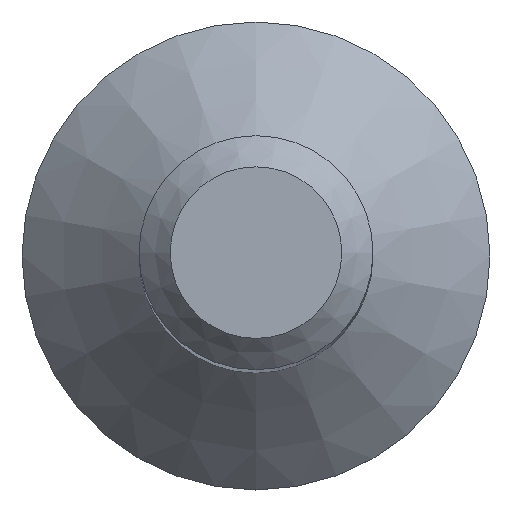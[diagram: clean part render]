
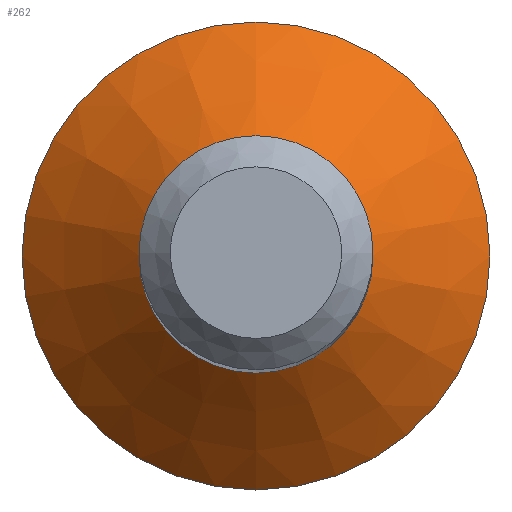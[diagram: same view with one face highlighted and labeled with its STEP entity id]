
A CAD part, top view. The second image highlights one B-rep face of the part: STEP entity #262.
In plain terms, the highlighted conical face has half-angle 45 degrees and reference radius 1.5 mm.
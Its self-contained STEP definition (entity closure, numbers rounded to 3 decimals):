
#41=FACE_OUTER_BOUND('',#60,.T.);
#60=EDGE_LOOP('',(#192,#193,#194,#195,#196,#197));
#78=LINE('',#442,#94);
#94=VECTOR('',#356,1.5);
#111=CIRCLE('',#298,1.5);
#112=CIRCLE('',#299,1.5);
#114=CIRCLE('',#303,3.);
#115=CIRCLE('',#304,3.);
#125=VERTEX_POINT('',#426);
#126=VERTEX_POINT('',#428);
#129=VERTEX_POINT('',#439);
#130=VERTEX_POINT('',#440);
#147=EDGE_CURVE('',#126,#125,#111,.T.);
#148=EDGE_CURVE('',#125,#126,#112,.T.);
#151=EDGE_CURVE('',#129,#130,#114,.T.);
#152=EDGE_CURVE('',#130,#126,#78,.T.);
#153=EDGE_CURVE('',#130,#129,#115,.T.);
#192=ORIENTED_EDGE('',*,*,#151,.T.);
#193=ORIENTED_EDGE('',*,*,#152,.T.);
#194=ORIENTED_EDGE('',*,*,#147,.T.);
#195=ORIENTED_EDGE('',*,*,#148,.T.);
#196=ORIENTED_EDGE('',*,*,#152,.F.);
#197=ORIENTED_EDGE('',*,*,#153,.T.);
#252=CONICAL_SURFACE('',#302,1.5,0.785);
#262=ADVANCED_FACE('',(#41),#252,.T.);
#298=AXIS2_PLACEMENT_3D('',#429,#344,#345);
#299=AXIS2_PLACEMENT_3D('',#430,#346,#347);
#302=AXIS2_PLACEMENT_3D('',#438,#352,#353);
#303=AXIS2_PLACEMENT_3D('',#441,#354,#355);
#304=AXIS2_PLACEMENT_3D('',#443,#357,#358);
#344=DIRECTION('center_axis',(0.,0.,-1.));
#345=DIRECTION('ref_axis',(1.,0.,0.));
#346=DIRECTION('center_axis',(0.,0.,-1.));
#347=DIRECTION('ref_axis',(1.,0.,0.));
#352=DIRECTION('center_axis',(0.,0.,
-1.));
#353=DIRECTION('ref_axis',(0.,-1.,0.));
#354=DIRECTION('center_axis',(0.,0.,
1.));
#355=DIRECTION('ref_axis',(0.,1.,0.));
#356=DIRECTION('',(0.,-0.707,0.707));
#357=DIRECTION('center_axis',(0.,0.,
1.));
#358=DIRECTION('ref_axis',(0.,1.,0.));
#426=CARTESIAN_POINT('',(-1.5,0.,1.7));
#428=CARTESIAN_POINT('',(0.,1.5,1.7));
#429=CARTESIAN_POINT('Origin',(0.,0.,1.7));
#430=CARTESIAN_POINT('Origin',(0.,0.,1.7));
#438=CARTESIAN_POINT('Origin',(0.,0.,1.7));
#439=CARTESIAN_POINT('',(0.,-3.,0.2));
#440=CARTESIAN_POINT('',(0.,3.,0.2));
#441=CARTESIAN_POINT('Origin',(0.,0.,0.2));
#442=CARTESIAN_POINT('',(0.,1.5,1.7));
#443=CARTESIAN_POINT('Origin',(0.,0.,0.2));
